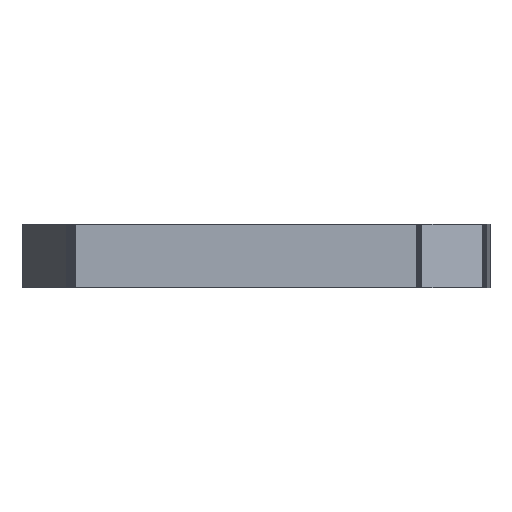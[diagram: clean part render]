
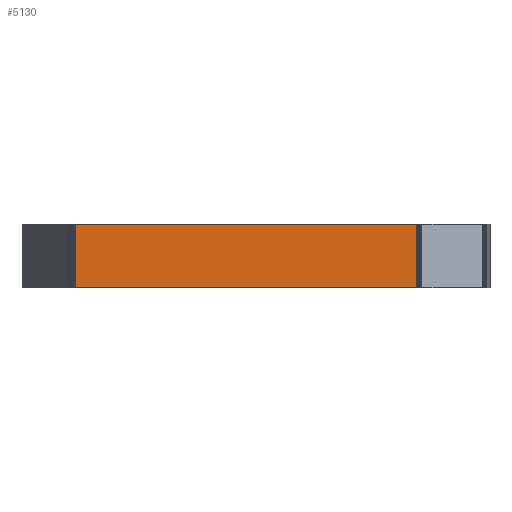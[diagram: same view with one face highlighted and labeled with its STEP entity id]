
A CAD part, left-side view. The second image highlights one B-rep face of the part: STEP entity #5130.
In plain terms, the highlighted free-form (B-spline) face has degree [1, 1] with [2, 2] control points.
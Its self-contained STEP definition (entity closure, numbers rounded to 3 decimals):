
#67 = B_SPLINE_SURFACE_WITH_KNOTS('',1,1,(
    (#68,#69)
    ,(#70,#71
    )),.UNSPECIFIED.,.F.,.F.,.F.,(2,2),(2,2),(-1372.667,
    1361.388),(-729.192,729.863),
  .PIECEWISE_BEZIER_KNOTS.);
#68 = CARTESIAN_POINT('',(90.158,18.427,5.)
  );
#69 = CARTESIAN_POINT('',(90.158,55.487,5.)
  );
#70 = CARTESIAN_POINT('',(20.713,18.427,5.)
  );
#71 = CARTESIAN_POINT('',(20.713,55.487,5.)
  );
#115 = B_SPLINE_SURFACE_WITH_KNOTS('',1,1,(
    (#116,#117)
    ,(#118,#119
    )),.UNSPECIFIED.,.F.,.F.,.F.,(2,2),(2,2),(-1372.667,
    1361.388),(-729.192,729.863),
  .PIECEWISE_BEZIER_KNOTS.);
#116 = CARTESIAN_POINT('',(90.158,18.427,0.));
#117 = CARTESIAN_POINT('',(90.158,55.487,0.));
#118 = CARTESIAN_POINT('',(20.713,18.427,0.));
#119 = CARTESIAN_POINT('',(20.713,55.487,0.));
#436 = VERTEX_POINT('',#437);
#437 = CARTESIAN_POINT('',(20.713,24.24,0.));
#449 = B_SPLINE_SURFACE_WITH_KNOTS('',1,1,(
    (#450,#451)
    ,(#452,#453
    )),.UNSPECIFIED.,.F.,.F.,.F.,(2,2),(2,2),(0.,1.938),(
    -196.85,0.),.PIECEWISE_BEZIER_KNOTS.);
#450 = CARTESIAN_POINT('',(20.715,24.19,5.)
  );
#451 = CARTESIAN_POINT('',(20.715,24.19,0.));
#452 = CARTESIAN_POINT('',(20.713,24.24,5.
    ));
#453 = CARTESIAN_POINT('',(20.713,24.24,0.));
#460 = EDGE_CURVE('',#436,#461,#463,.T.);
#461 = VERTEX_POINT('',#462);
#462 = CARTESIAN_POINT('',(20.713,51.257,0.));
#463 = SURFACE_CURVE('',#464,(#467,#473),.PCURVE_S1.);
#464 = B_SPLINE_CURVE_WITH_KNOTS('',1,(#465,#466),.UNSPECIFIED.,.F.,.F.,
  (2,2),(0.,1063.657),.PIECEWISE_BEZIER_KNOTS.);
#465 = CARTESIAN_POINT('',(20.713,24.24,0.));
#466 = CARTESIAN_POINT('',(20.713,51.257,0.));
#467 = PCURVE('',#115,#468);
#468 = DEFINITIONAL_REPRESENTATION('',(#469),#472);
#469 = B_SPLINE_CURVE_WITH_KNOTS('',1,(#470,#471),.UNSPECIFIED.,.F.,.F.,
  (2,2),(0.,1063.657),.PIECEWISE_BEZIER_KNOTS.);
#470 = CARTESIAN_POINT('',(1361.388,-500.353));
#471 = CARTESIAN_POINT('',(1361.388,563.304));
#472 = ( GEOMETRIC_REPRESENTATION_CONTEXT(2) 
PARAMETRIC_REPRESENTATION_CONTEXT() REPRESENTATION_CONTEXT('2D SPACE',''
  ) );
#473 = PCURVE('',#474,#479);
#474 = B_SPLINE_SURFACE_WITH_KNOTS('',1,1,(
    (#475,#476)
    ,(#477,#478
    )),.UNSPECIFIED.,.F.,.F.,.F.,(2,2),(2,2),(0.,1063.657),(
    -196.85,0.),.PIECEWISE_BEZIER_KNOTS.);
#475 = CARTESIAN_POINT('',(20.713,24.24,5.
    ));
#476 = CARTESIAN_POINT('',(20.713,24.24,0.));
#477 = CARTESIAN_POINT('',(20.713,51.257,5.
    ));
#478 = CARTESIAN_POINT('',(20.713,51.257,0.));
#479 = DEFINITIONAL_REPRESENTATION('',(#480),#483);
#480 = B_SPLINE_CURVE_WITH_KNOTS('',1,(#481,#482),.UNSPECIFIED.,.F.,.F.,
  (2,2),(0.,1063.657),.PIECEWISE_BEZIER_KNOTS.);
#481 = CARTESIAN_POINT('',(0.,0.));
#482 = CARTESIAN_POINT('',(1063.657,0.));
#483 = ( GEOMETRIC_REPRESENTATION_CONTEXT(2) 
PARAMETRIC_REPRESENTATION_CONTEXT() REPRESENTATION_CONTEXT('2D SPACE',''
  ) );
#499 = B_SPLINE_SURFACE_WITH_KNOTS('',1,1,(
    (#500,#501)
    ,(#502,#503
    )),.UNSPECIFIED.,.F.,.F.,.F.,(2,2),(2,2),(0.,1.973),(
    -196.85,0.),.PIECEWISE_BEZIER_KNOTS.);
#500 = CARTESIAN_POINT('',(20.713,51.257,5.
    ));
#501 = CARTESIAN_POINT('',(20.713,51.257,0.));
#502 = CARTESIAN_POINT('',(20.715,51.307,5.
    ));
#503 = CARTESIAN_POINT('',(20.715,51.307,0.));
#2875 = VERTEX_POINT('',#2876);
#2876 = CARTESIAN_POINT('',(20.713,24.24,
    5.));
#2894 = EDGE_CURVE('',#2875,#2895,#2897,.T.);
#2895 = VERTEX_POINT('',#2896);
#2896 = CARTESIAN_POINT('',(20.713,51.257,
    5.));
#2897 = SURFACE_CURVE('',#2898,(#2901,#2907),.PCURVE_S1.);
#2898 = B_SPLINE_CURVE_WITH_KNOTS('',1,(#2899,#2900),.UNSPECIFIED.,.F.,
  .F.,(2,2),(0.,1063.657),.PIECEWISE_BEZIER_KNOTS.);
#2899 = CARTESIAN_POINT('',(20.713,24.24,
    5.));
#2900 = CARTESIAN_POINT('',(20.713,51.257,
    5.));
#2901 = PCURVE('',#67,#2902);
#2902 = DEFINITIONAL_REPRESENTATION('',(#2903),#2906);
#2903 = B_SPLINE_CURVE_WITH_KNOTS('',1,(#2904,#2905),.UNSPECIFIED.,.F.,
  .F.,(2,2),(0.,1063.657),.PIECEWISE_BEZIER_KNOTS.);
#2904 = CARTESIAN_POINT('',(1361.388,-500.353));
#2905 = CARTESIAN_POINT('',(1361.388,563.304));
#2906 = ( GEOMETRIC_REPRESENTATION_CONTEXT(2) 
PARAMETRIC_REPRESENTATION_CONTEXT() REPRESENTATION_CONTEXT('2D SPACE',''
  ) );
#2907 = PCURVE('',#474,#2908);
#2908 = DEFINITIONAL_REPRESENTATION('',(#2909),#2912);
#2909 = B_SPLINE_CURVE_WITH_KNOTS('',1,(#2910,#2911),.UNSPECIFIED.,.F.,
  .F.,(2,2),(0.,1063.657),.PIECEWISE_BEZIER_KNOTS.);
#2910 = CARTESIAN_POINT('',(0.,-196.85));
#2911 = CARTESIAN_POINT('',(1063.657,-196.85));
#2912 = ( GEOMETRIC_REPRESENTATION_CONTEXT(2) 
PARAMETRIC_REPRESENTATION_CONTEXT() REPRESENTATION_CONTEXT('2D SPACE',''
  ) );
#5112 = EDGE_CURVE('',#436,#2875,#5113,.T.);
#5113 = SURFACE_CURVE('',#5114,(#5117,#5123),.PCURVE_S1.);
#5114 = B_SPLINE_CURVE_WITH_KNOTS('',1,(#5115,#5116),.UNSPECIFIED.,.F.,
  .F.,(2,2),(0.,196.85),.PIECEWISE_BEZIER_KNOTS.);
#5115 = CARTESIAN_POINT('',(20.713,24.24,0.));
#5116 = CARTESIAN_POINT('',(20.713,24.24,
    5.));
#5117 = PCURVE('',#449,#5118);
#5118 = DEFINITIONAL_REPRESENTATION('',(#5119),#5122);
#5119 = B_SPLINE_CURVE_WITH_KNOTS('',1,(#5120,#5121),.UNSPECIFIED.,.F.,
  .F.,(2,2),(0.,196.85),.PIECEWISE_BEZIER_KNOTS.);
#5120 = CARTESIAN_POINT('',(1.938,0.));
#5121 = CARTESIAN_POINT('',(1.938,-196.85));
#5122 = ( GEOMETRIC_REPRESENTATION_CONTEXT(2) 
PARAMETRIC_REPRESENTATION_CONTEXT() REPRESENTATION_CONTEXT('2D SPACE',''
  ) );
#5123 = PCURVE('',#474,#5124);
#5124 = DEFINITIONAL_REPRESENTATION('',(#5125),#5128);
#5125 = B_SPLINE_CURVE_WITH_KNOTS('',1,(#5126,#5127),.UNSPECIFIED.,.F.,
  .F.,(2,2),(0.,196.85),.PIECEWISE_BEZIER_KNOTS.);
#5126 = CARTESIAN_POINT('',(0.,0.));
#5127 = CARTESIAN_POINT('',(0.,-196.85));
#5128 = ( GEOMETRIC_REPRESENTATION_CONTEXT(2) 
PARAMETRIC_REPRESENTATION_CONTEXT() REPRESENTATION_CONTEXT('2D SPACE',''
  ) );
#5130 = ADVANCED_FACE('',(#5131),#474,.T.);
#5131 = FACE_BOUND('',#5132,.T.);
#5132 = EDGE_LOOP('',(#5133,#5134,#5135,#5153));
#5133 = ORIENTED_EDGE('',*,*,#5112,.T.);
#5134 = ORIENTED_EDGE('',*,*,#2894,.T.);
#5135 = ORIENTED_EDGE('',*,*,#5136,.F.);
#5136 = EDGE_CURVE('',#461,#2895,#5137,.T.);
#5137 = SURFACE_CURVE('',#5138,(#5141,#5147),.PCURVE_S1.);
#5138 = B_SPLINE_CURVE_WITH_KNOTS('',1,(#5139,#5140),.UNSPECIFIED.,.F.,
  .F.,(2,2),(0.,196.85),.PIECEWISE_BEZIER_KNOTS.);
#5139 = CARTESIAN_POINT('',(20.713,51.257,0.));
#5140 = CARTESIAN_POINT('',(20.713,51.257,
    5.));
#5141 = PCURVE('',#474,#5142);
#5142 = DEFINITIONAL_REPRESENTATION('',(#5143),#5146);
#5143 = B_SPLINE_CURVE_WITH_KNOTS('',1,(#5144,#5145),.UNSPECIFIED.,.F.,
  .F.,(2,2),(0.,196.85),.PIECEWISE_BEZIER_KNOTS.);
#5144 = CARTESIAN_POINT('',(1063.657,0.));
#5145 = CARTESIAN_POINT('',(1063.657,-196.85));
#5146 = ( GEOMETRIC_REPRESENTATION_CONTEXT(2) 
PARAMETRIC_REPRESENTATION_CONTEXT() REPRESENTATION_CONTEXT('2D SPACE',''
  ) );
#5147 = PCURVE('',#499,#5148);
#5148 = DEFINITIONAL_REPRESENTATION('',(#5149),#5152);
#5149 = B_SPLINE_CURVE_WITH_KNOTS('',1,(#5150,#5151),.UNSPECIFIED.,.F.,
  .F.,(2,2),(0.,196.85),.PIECEWISE_BEZIER_KNOTS.);
#5150 = CARTESIAN_POINT('',(0.,0.));
#5151 = CARTESIAN_POINT('',(0.,-196.85));
#5152 = ( GEOMETRIC_REPRESENTATION_CONTEXT(2) 
PARAMETRIC_REPRESENTATION_CONTEXT() REPRESENTATION_CONTEXT('2D SPACE',''
  ) );
#5153 = ORIENTED_EDGE('',*,*,#460,.F.);
